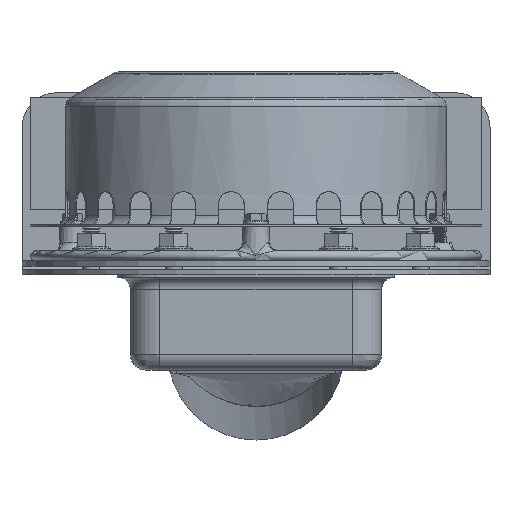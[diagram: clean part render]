
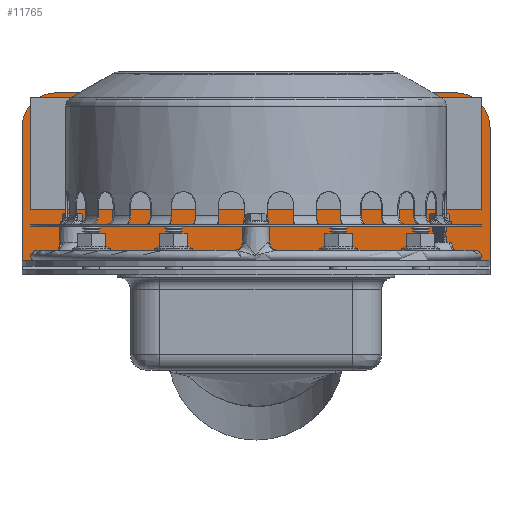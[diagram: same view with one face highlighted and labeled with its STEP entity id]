
A CAD part, left-side view. The second image highlights one B-rep face of the part: STEP entity #11765.
In plain terms, the highlighted planar face has unit normal (-1, 0, 0).
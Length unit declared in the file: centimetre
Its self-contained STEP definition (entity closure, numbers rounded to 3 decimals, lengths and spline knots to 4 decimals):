
#1230=CIRCLE('',#14313,20.);
#1232=CIRCLE('',#14317,20.);
#2201=FACE_OUTER_BOUND('',#3026,.T.);
#3026=EDGE_LOOP('',(#7644,#7645,#7646,#7647,#7648,#7649));
#3974=VERTEX_POINT('',#20283);
#3975=VERTEX_POINT('',#20284);
#3978=VERTEX_POINT('',#20292);
#3980=VERTEX_POINT('',#20298);
#3981=VERTEX_POINT('',#20300);
#3982=VERTEX_POINT('',#20302);
#5350=EDGE_CURVE('',#3974,#3975,#1230,.T.);
#5354=EDGE_CURVE('',#3975,#3978,#12655,.T.);
#5357=EDGE_CURVE('',#3974,#3980,#12658,.T.);
#5358=EDGE_CURVE('',#3980,#3981,#12659,.T.);
#5359=EDGE_CURVE('',#3981,#3982,#12660,.T.);
#5360=EDGE_CURVE('',#3978,#3982,#1232,.T.);
#7644=ORIENTED_EDGE('',*,*,#5350,.F.);
#7645=ORIENTED_EDGE('',*,*,#5357,.T.);
#7646=ORIENTED_EDGE('',*,*,#5358,.T.);
#7647=ORIENTED_EDGE('',*,*,#5359,.T.);
#7648=ORIENTED_EDGE('',*,*,#5360,.F.);
#7649=ORIENTED_EDGE('',*,*,#5354,.F.);
#11519=PLANE('',#14316);
#11765=ADVANCED_FACE('',(#2201),#11519,.T.);
#12655=LINE('',#20293,#13451);
#12658=LINE('',#20299,#13454);
#12659=LINE('',#20301,#13455);
#12660=LINE('',#20303,#13456);
#13451=VECTOR('',#16188,1.);
#13454=VECTOR('',#16193,1.);
#13455=VECTOR('',#16194,1.);
#13456=VECTOR('',#16195,1.);
#14313=AXIS2_PLACEMENT_3D('',#20285,#16180,#16181);
#14316=AXIS2_PLACEMENT_3D('',#20297,#16191,#16192);
#14317=AXIS2_PLACEMENT_3D('',#20304,#16196,#16197);
#16180=DIRECTION('center_axis',(1.,0.,0.));
#16181=DIRECTION('ref_axis',(0.,0.707,0.707));
#16188=DIRECTION('',(0.,-1.,0.));
#16191=DIRECTION('center_axis',(-1.,0.,0.));
#16192=DIRECTION('ref_axis',(0.,-1.,0.));
#16193=DIRECTION('',(0.,0.,-1.));
#16194=DIRECTION('',(0.,-1.,0.));
#16195=DIRECTION('',(0.,0.,1.));
#16196=DIRECTION('center_axis',(1.,0.,0.));
#16197=DIRECTION('ref_axis',(0.,-0.707,0.707));
#20283=CARTESIAN_POINT('',(276.999,135.,84.999));
#20284=CARTESIAN_POINT('',(276.999,115.,104.999));
#20285=CARTESIAN_POINT('Origin',(276.999,115.,84.999));
#20292=CARTESIAN_POINT('',(276.999,-115.,104.999));
#20293=CARTESIAN_POINT('',(276.999,135.,104.999));
#20297=CARTESIAN_POINT('Origin',(276.999,135.,5.7));
#20298=CARTESIAN_POINT('',(276.999,135.,5.7));
#20299=CARTESIAN_POINT('',(276.999,135.,104.999));
#20300=CARTESIAN_POINT('',(276.999,-135.,5.7));
#20301=CARTESIAN_POINT('',(276.999,135.,5.7));
#20302=CARTESIAN_POINT('',(276.999,-135.,84.999));
#20303=CARTESIAN_POINT('',(276.999,-135.,104.999));
#20304=CARTESIAN_POINT('Origin',(276.999,-115.,84.999));
